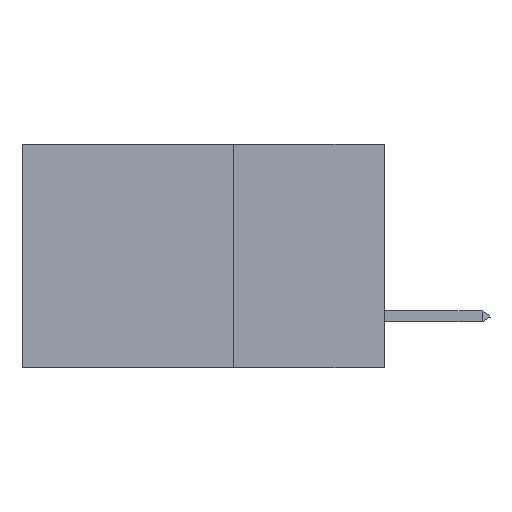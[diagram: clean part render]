
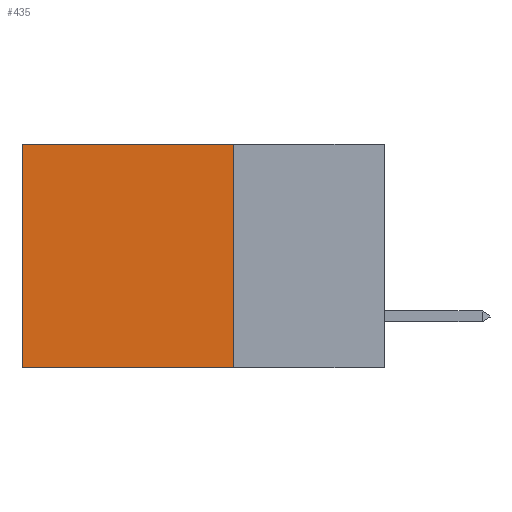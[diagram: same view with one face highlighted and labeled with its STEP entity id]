
A CAD part, left-side view. The second image highlights one B-rep face of the part: STEP entity #435.
In plain terms, the highlighted planar face has unit normal (-1, 0, 0).
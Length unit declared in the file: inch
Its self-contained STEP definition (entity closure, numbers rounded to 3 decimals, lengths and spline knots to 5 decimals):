
#435 = ADVANCED_FACE ( 'NONE', ( #11348 ), #10225, .F. ) ;
#634 = CARTESIAN_POINT ( 'NONE',  ( 0.2875, 0.6, -0.37 ) ) ;
#638 = DIRECTION ( 'NONE',  ( 0., 0., -1. ) ) ;
#1181 = DIRECTION ( 'NONE',  ( 0., 1., 0. ) ) ;
#1905 = VECTOR ( 'NONE', #5283, 39.37008 ) ;
#2157 = VECTOR ( 'NONE', #3494, 39.37008 ) ;
#2504 = VERTEX_POINT ( 'NONE', #39133 ) ;
#3494 = DIRECTION ( 'NONE',  ( 0., 0., -1. ) ) ;
#3618 = ORIENTED_EDGE ( 'NONE', *, *, #3815, .T. ) ;
#3790 = CARTESIAN_POINT ( 'NONE',  ( 0.2875, 0.25, 0. ) ) ;
#3815 = EDGE_CURVE ( 'NONE', #36237, #12419, #34555, .T. ) ;
#4181 = VECTOR ( 'NONE', #1181, 39.37008 ) ;
#5283 = DIRECTION ( 'NONE',  ( 0., 0., -1. ) ) ;
#6535 = CARTESIAN_POINT ( 'NONE',  ( 0.2875, 0.6, 0. ) ) ;
#7075 = CARTESIAN_POINT ( 'NONE',  ( 0.2875, 0.25, 0. ) ) ;
#7216 = DIRECTION ( 'NONE',  ( 1., 0., 0. ) ) ;
#7953 = ORIENTED_EDGE ( 'NONE', *, *, #37145, .F. ) ;
#10225 = PLANE ( 'NONE',  #24964 ) ;
#11348 = FACE_OUTER_BOUND ( 'NONE', #39905, .T. ) ;
#11476 = CARTESIAN_POINT ( 'NONE',  ( 0.2875, 0.25, -0.37 ) ) ;
#11952 = ORIENTED_EDGE ( 'NONE', *, *, #17737, .F. ) ;
#12419 = VERTEX_POINT ( 'NONE', #634 ) ;
#14933 = LINE ( 'NONE', #3790, #2157 ) ;
#15391 = ORIENTED_EDGE ( 'NONE', *, *, #35344, .T. ) ;
#17737 = EDGE_CURVE ( 'NONE', #2504, #28817, #14933, .T. ) ;
#22688 = LINE ( 'NONE', #36145, #41580 ) ;
#22847 = CARTESIAN_POINT ( 'NONE',  ( 0.2875, 0.25, -0.37 ) ) ;
#24964 = AXIS2_PLACEMENT_3D ( 'NONE', #7075, #7216, #638 ) ;
#28817 = VERTEX_POINT ( 'NONE', #22847 ) ;
#29417 = DIRECTION ( 'NONE',  ( 0., 1., 0. ) ) ;
#34555 = LINE ( 'NONE', #34620, #1905 ) ;
#34620 = CARTESIAN_POINT ( 'NONE',  ( 0.2875, 0.6, 0. ) ) ;
#35344 = EDGE_CURVE ( 'NONE', #2504, #36237, #22688, .T. ) ;
#36145 = CARTESIAN_POINT ( 'NONE',  ( 0.2875, 0.25, 0. ) ) ;
#36237 = VERTEX_POINT ( 'NONE', #6535 ) ;
#37145 = EDGE_CURVE ( 'NONE', #28817, #12419, #40376, .T. ) ;
#39133 = CARTESIAN_POINT ( 'NONE',  ( 0.2875, 0.25, 0. ) ) ;
#39905 = EDGE_LOOP ( 'NONE', ( #3618, #7953, #11952, #15391 ) ) ;
#40376 = LINE ( 'NONE', #11476, #4181 ) ;
#41580 = VECTOR ( 'NONE', #29417, 39.37008 ) ;
